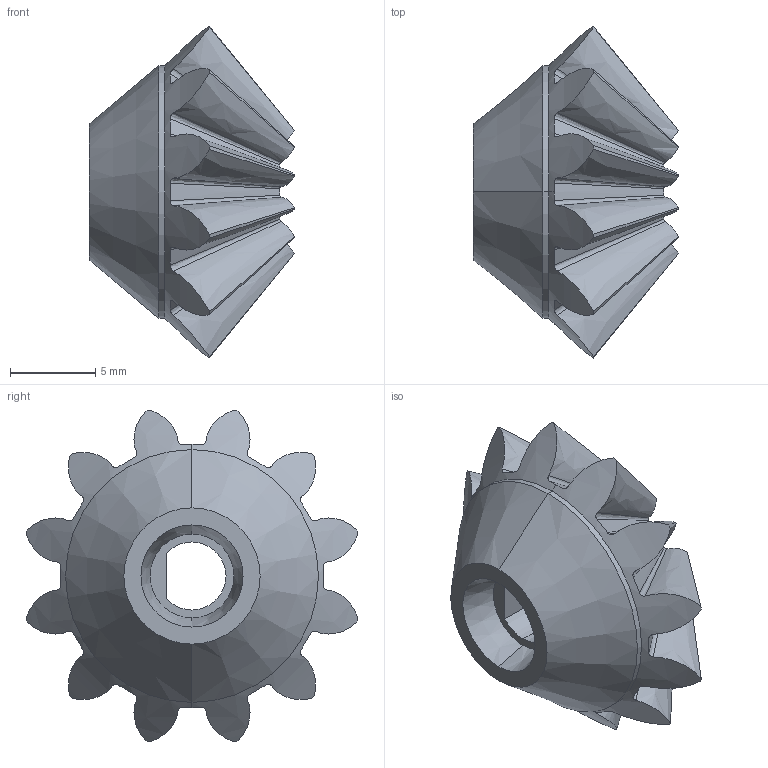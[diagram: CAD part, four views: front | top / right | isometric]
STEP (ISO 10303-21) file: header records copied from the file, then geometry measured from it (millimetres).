
FILE_DESCRIPTION (( 'STEP AP214' ), '1' );
FILE_NAME ('Øåñòåðíÿ âàëîâàÿ.STEP', '2025-10-22T08:48:09', ( '' ), ( '' ), 'SwSTEP 2.0', 'SolidWorks 2024', '' );
FILE_SCHEMA (( 'AUTOMOTIVE_DESIGN' ));
Length unit declared in the file: millimetre
Products named in the file (1): Шестерня валовая
Bounding box: 12.05 x 19.49 x 19.49 mm (x, y, z)
Volume: 1320.3 mm3; surface area: 1102.3 mm2
Topology: 1 solids, 1 shells, 89 faces, 254 edges, 168 vertices
Faces by surface type: bspline 60, cone 20, cylinder 5, plane 4
Entity records: 4061 total; most frequent: CARTESIAN_POINT 2204, ORIENTED_EDGE 508, EDGE_CURVE 254, DIRECTION 208, VERTEX_POINT 168, B_SPLINE_CURVE_WITH_KNOTS 148, EDGE_LOOP 92, FACE_OUTER_BOUND 89
